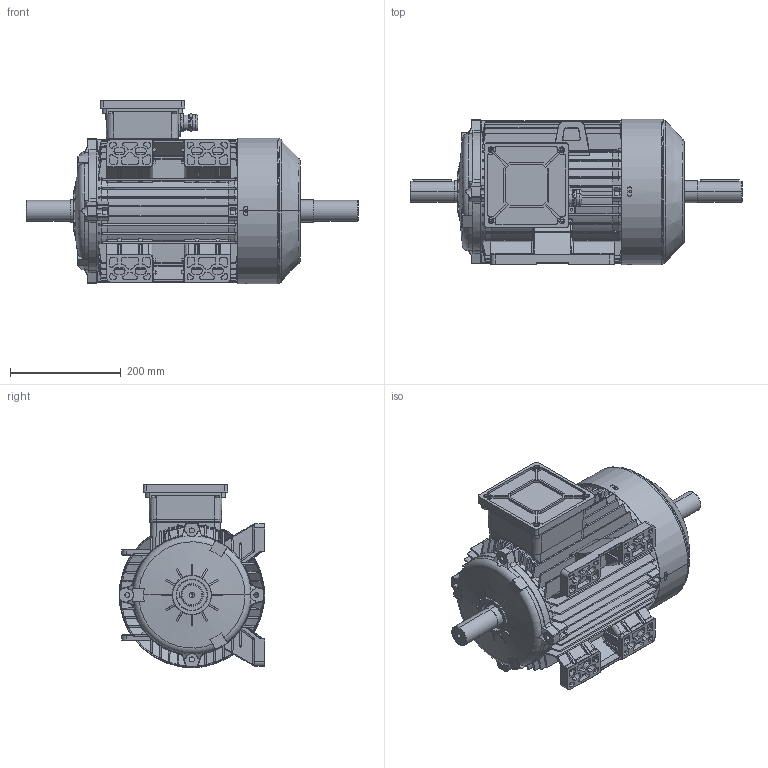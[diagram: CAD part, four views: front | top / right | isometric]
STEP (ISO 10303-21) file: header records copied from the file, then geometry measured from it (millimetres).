
FILE_DESCRIPTION (( 'STEP AP214' ), '1' );
FILE_NAME ('CA132SM-B3-IC411-2-4-6-8 POLES-TB RIGHT-DOUBLE SHAFT.STEP', '2024-09-23T07:05:22', ( '' ), ( '' ), 'SwSTEP 2.0', 'SolidWorks 2024', '' );
FILE_SCHEMA (( 'AUTOMOTIVE_DESIGN' ));
Length unit declared in the file: millimetre
Products named in the file (14): Albero 132M serie autoventilato; Copriventola 132M H.113; PRESSACAVO M25; Tappo M25; Coperchio scatola morsetti 132; parallel_din_Parallel key A10 x 8 x 70 DIN 6885; Scudo C132 anteriore; Gruppo Coprimorsettiera 132; Scatola morsetti 132; Guarnizione scatola-coperchio 132; Guarnizione scatola-motore 132; Carcassa 132SM-B3-laterale; Scudo C-FC132 posteriore alto; CA132SM-B3-IC411-2-4-6-8 POLES-TB RIGHT-DOUBLE SHAFT
Assembly tree (15 placements, depth 3):
  CA132SM-B3-IC411-2-4-6-8 POLES-TB RIGHT-DOUBLE SHAFT
    Albero 132M serie autoventilato  x2
    Scudo C132 anteriore
    parallel_din_Parallel key A10 x 8 x 70 DIN 6885  x2
    Scudo C-FC132 posteriore alto
    Copriventola 132M H.113
    Gruppo Coprimorsettiera 132
      Scatola morsetti 132
      Coperchio scatola morsetti 132
      Guarnizione scatola-motore 132
      PRESSACAVO M25
      Tappo M25
      Guarnizione scatola-coperchio 132
    Carcassa 132SM-B3-laterale
Bounding box: 600 x 263.5 x 331.5 mm (x, y, z)
Volume: 4999222.6 mm3; surface area: 1802350.3 mm2
Topology: 14 solids, 18 shells, 4341 faces, 11748 edges, 7484 vertices
Faces by surface type: plane 1906, cylinder 1162, cone 445, torus 376, bspline 330, sphere 122
Entity records: 152460 total; most frequent: CARTESIAN_POINT 46784, ORIENTED_EDGE 23188, DIRECTION 20586, EDGE_CURVE 11594, VERTEX_POINT 7410, AXIS2_PLACEMENT_3D 7256, LINE 6074, VECTOR 6074
